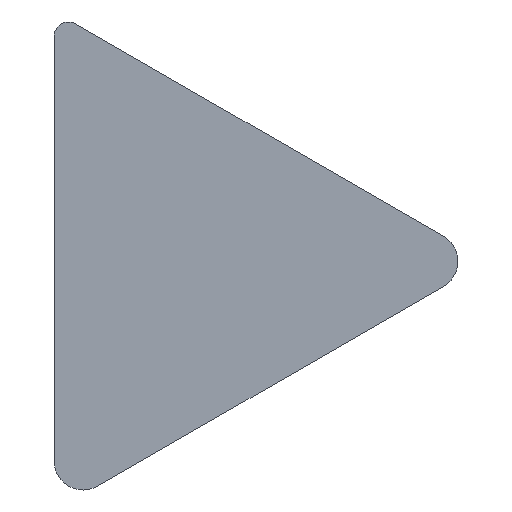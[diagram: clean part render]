
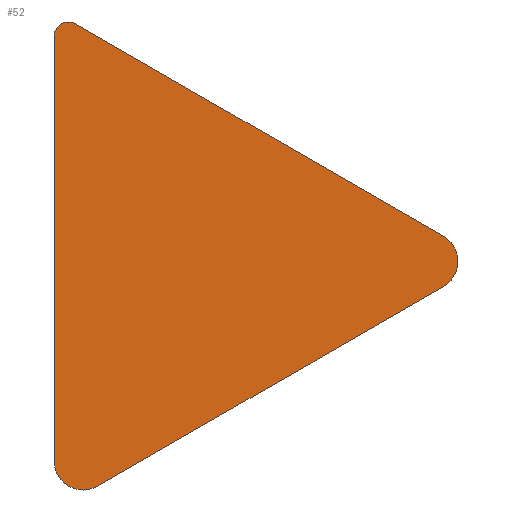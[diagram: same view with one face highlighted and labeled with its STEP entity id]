
A CAD part, top view. The second image highlights one B-rep face of the part: STEP entity #52.
In plain terms, the highlighted planar face has unit normal (0, 0, 1).
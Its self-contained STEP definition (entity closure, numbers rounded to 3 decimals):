
#40=CIRCLE('',#214,0.198);
#41=CIRCLE('',#217,0.4);
#43=CIRCLE('',#221,0.4);
#52=ADVANCED_FACE('',(#66),#58,.F.);
#58=PLANE('',#226);
#66=FACE_OUTER_BOUND('',#75,.T.);
#75=EDGE_LOOP('',(#109,#110,#111,#112,#113,#114));
#109=ORIENTED_EDGE('',*,*,#137,.F.);
#110=ORIENTED_EDGE('',*,*,#151,.F.);
#111=ORIENTED_EDGE('',*,*,#148,.F.);
#112=ORIENTED_EDGE('',*,*,#145,.F.);
#113=ORIENTED_EDGE('',*,*,#143,.F.);
#114=ORIENTED_EDGE('',*,*,#140,.F.);
#120=VERTEX_POINT('',#336);
#123=VERTEX_POINT('',#342);
#125=VERTEX_POINT('',#347);
#128=VERTEX_POINT('',#380);
#129=VERTEX_POINT('',#384);
#131=VERTEX_POINT('',#390);
#137=EDGE_CURVE('',#123,#120,#158,.T.);
#140=EDGE_CURVE('',#120,#125,#40,.T.);
#143=EDGE_CURVE('',#125,#128,#162,.T.);
#145=EDGE_CURVE('',#128,#129,#41,.T.);
#148=EDGE_CURVE('',#129,#131,#165,.T.);
#151=EDGE_CURVE('',#131,#123,#43,.T.);
#158=LINE('',#343,#172);
#162=LINE('',#379,#176);
#165=LINE('',#389,#179);
#172=VECTOR('',#238,1.);
#176=VECTOR('',#248,1.);
#179=VECTOR('',#259,1.);
#214=AXIS2_PLACEMENT_3D('',#373,#242,#243);
#217=AXIS2_PLACEMENT_3D('',#383,#252,#253);
#221=AXIS2_PLACEMENT_3D('',#395,#264,#265);
#226=AXIS2_PLACEMENT_3D('',#400,#274,#275);
#238=DIRECTION('',(0.,1.,0.));
#242=DIRECTION('',(0.,0.,-1.));
#243=DIRECTION('',(0.,1.,0.));
#248=DIRECTION('',(0.866,-0.5,0.));
#252=DIRECTION('',(0.,0.,-1.));
#253=DIRECTION('',(0.,1.,0.));
#259=DIRECTION('',(-0.866,-0.5,0.));
#264=DIRECTION('',(0.,0.,-1.));
#265=DIRECTION('',(0.,1.,0.));
#274=DIRECTION('',(0.,0.,-1.));
#275=DIRECTION('',(-1.,0.,0.));
#336=CARTESIAN_POINT('',(-1.985,3.095,0.));
#342=CARTESIAN_POINT('',(-1.985,-2.745,0.));
#343=CARTESIAN_POINT('',(-1.985,-2.745,0.));
#347=CARTESIAN_POINT('',(-1.688,3.267,0.));
#373=CARTESIAN_POINT('',(-1.787,3.095,0.));
#379=CARTESIAN_POINT('',(-1.688,3.267,0.));
#380=CARTESIAN_POINT('',(3.37,0.346,0.));
#383=CARTESIAN_POINT('',(3.17,0.,0.));
#384=CARTESIAN_POINT('',(3.37,-0.346,0.));
#389=CARTESIAN_POINT('',(3.37,-0.346,0.));
#390=CARTESIAN_POINT('',(-1.385,-3.092,0.));
#395=CARTESIAN_POINT('',(-1.585,-2.745,0.));
#400=CARTESIAN_POINT('',(-1.787,3.095,0.));
